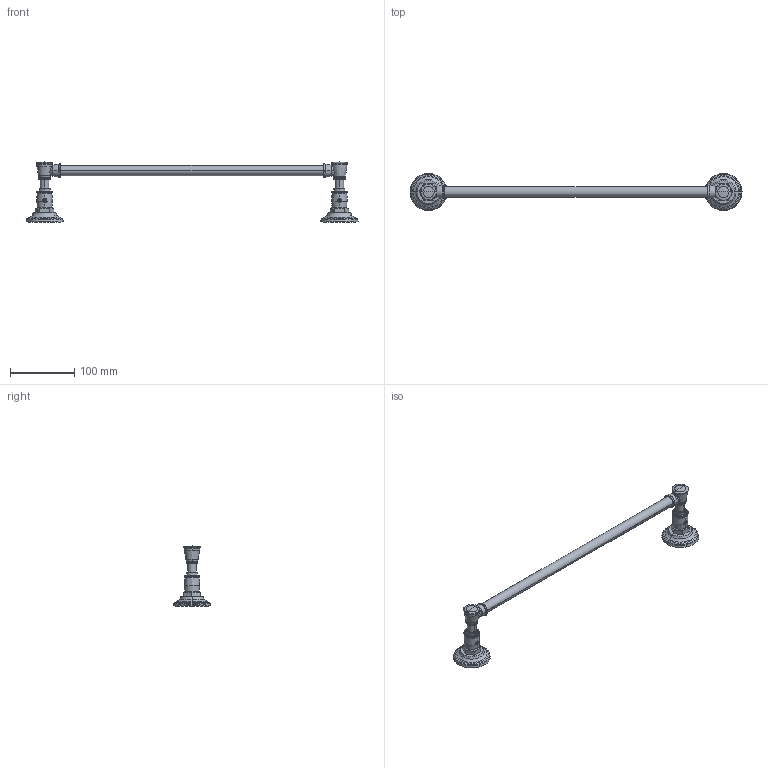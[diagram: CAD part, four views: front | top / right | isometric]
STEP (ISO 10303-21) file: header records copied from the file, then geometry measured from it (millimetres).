
FILE_DESCRIPTION((''),'2;1');
FILE_NAME('4802','2014-06-10T',('ravindrashirol'),(''),'PRO/ENGINEER BY PARAMETRIC TECHNOLOGY CORPORATION, 2012230','PRO/ENGINEER BY PARAMETRIC TECHNOLOGY CORPORATION, 2012230','');
FILE_SCHEMA(('CONFIG_CONTROL_DESIGN'));
Products named in the file (1): 4802
Bounding box: 514.89 x 57.69 x 93.14 mm (x, y, z)
Volume: 81164.6 mm3; surface area: 127280.8 mm2
Topology: 4 solids, 18 shells, 1577 faces, 4122 edges, 2584 vertices
Faces by surface type: plane 901, cylinder 217, torus 170, bspline 130, cone 126, revolution 32, extrusion 1
Entity records: 64256 total; most frequent: CARTESIAN_POINT 29905, ORIENTED_EDGE 8152, DIRECTION 5565, EDGE_CURVE 4102, VERTEX_POINT 2584, B_SPLINE_CURVE_WITH_KNOTS 2233, AXIS2_PLACEMENT_3D 2219, EDGE_LOOP 1650
